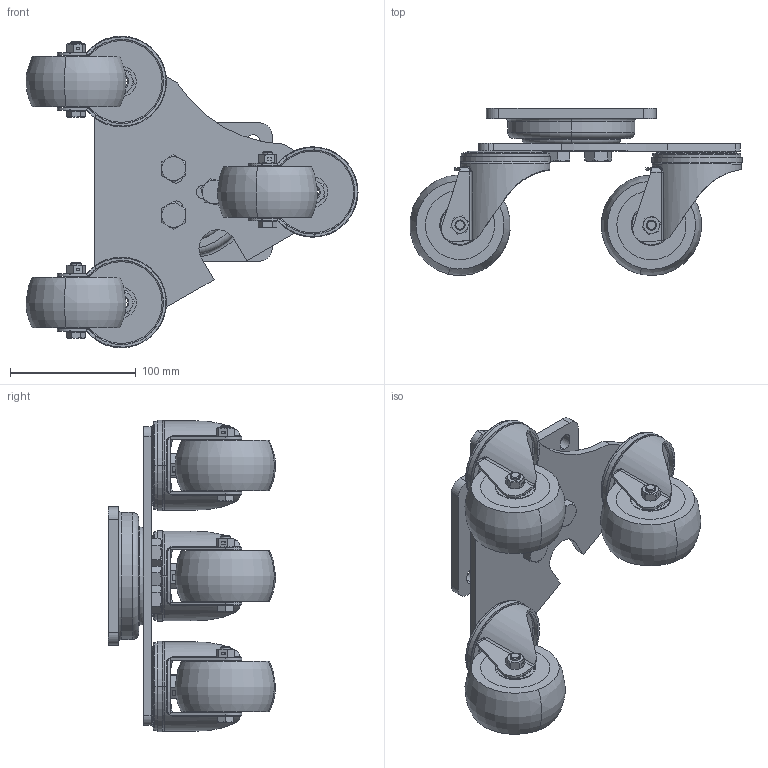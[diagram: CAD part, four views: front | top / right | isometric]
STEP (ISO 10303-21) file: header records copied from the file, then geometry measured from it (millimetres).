
FILE_DESCRIPTION (( 'STEP AP214' ), '1' );
FILE_NAME ('0050856.step', '2021-03-09T11:45:08', ( '' ), ( '' ), 'SwSTEP 2.0', 'SolidWorks 2020', '' );
FILE_SCHEMA (( 'AUTOMOTIVE_DESIGN' ));
Length unit declared in the file: millimetre
Products named in the file (1): 0050856
Bounding box: 264.02 x 133 x 247.8 mm (x, y, z)
Volume: 1082451.7 mm3; surface area: 352269.4 mm2
Topology: 56 solids, 56 shells, 1217 faces, 2676 edges, 1612 vertices
Faces by surface type: plane 409, cylinder 379, cone 234, torus 159, bspline 36
Entity records: 51000 total; most frequent: CARTESIAN_POINT 10060, DIRECTION 5930, ORIENTED_EDGE 5316, EDGE_CURVE 2658, AXIS2_PLACEMENT_3D 2462, VERTEX_POINT 1612, EDGE_LOOP 1404, CIRCLE 1280
